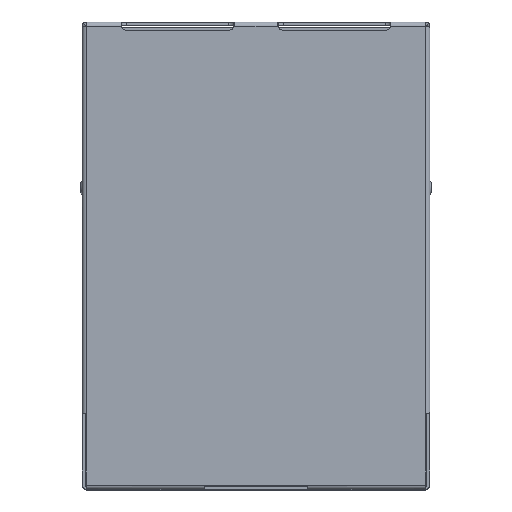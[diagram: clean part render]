
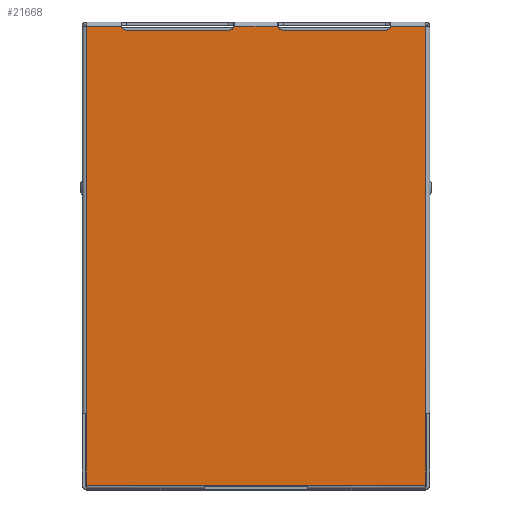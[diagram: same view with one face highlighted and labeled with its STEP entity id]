
A CAD part, top view. The second image highlights one B-rep face of the part: STEP entity #21668.
In plain terms, the highlighted face is planar.
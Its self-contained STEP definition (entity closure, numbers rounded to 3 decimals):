
#423=PLANE('',#26197);
#1155=LINE('',#33902,#3651);
#1496=LINE('',#34976,#3992);
#1541=LINE('',#35148,#4037);
#1548=LINE('',#35205,#4044);
#1579=LINE('',#35354,#4075);
#1583=LINE('',#35397,#4079);
#1586=LINE('',#35407,#4082);
#1594=LINE('',#35450,#4090);
#1618=LINE('',#35539,#4114);
#1635=LINE('',#35590,#4131);
#1636=LINE('',#35591,#4132);
#1637=LINE('',#35592,#4133);
#3651=VECTOR('',#27633,1000.);
#3992=VECTOR('',#28688,1000.);
#4037=VECTOR('',#28779,1000.);
#4044=VECTOR('',#28792,1000.);
#4075=VECTOR('',#28889,1000.);
#4079=VECTOR('',#28905,1000.);
#4082=VECTOR('',#28916,1000.);
#4090=VECTOR('',#28938,1000.);
#4114=VECTOR('',#28992,1000.);
#4131=VECTOR('',#29029,1000.);
#4132=VECTOR('',#29030,1000.);
#4133=VECTOR('',#29031,1000.);
#7546=ORIENTED_EDGE('',*,*,#13212,.T.);
#7547=ORIENTED_EDGE('',*,*,#13291,.T.);
#7548=ORIENTED_EDGE('',*,*,#13221,.T.);
#7549=ORIENTED_EDGE('',*,*,#13217,.T.);
#7550=ORIENTED_EDGE('',*,*,#13151,.T.);
#7551=ORIENTED_EDGE('',*,*,#13292,.F.);
#7552=ORIENTED_EDGE('',*,*,#13226,.F.);
#7553=ORIENTED_EDGE('',*,*,#13223,.F.);
#7554=ORIENTED_EDGE('',*,*,#13160,.T.);
#7555=ORIENTED_EDGE('',*,*,#13274,.T.);
#7556=ORIENTED_EDGE('',*,*,#13293,.F.);
#7557=ORIENTED_EDGE('',*,*,#12577,.F.);
#7558=ORIENTED_EDGE('',*,*,#13294,.T.);
#7559=ORIENTED_EDGE('',*,*,#13094,.F.);
#7560=ORIENTED_EDGE('',*,*,#13295,.T.);
#7561=ORIENTED_EDGE('',*,*,#13242,.T.);
#12577=EDGE_CURVE('',#15789,#15785,#1155,.T.);
#13094=EDGE_CURVE('',#16121,#16122,#1496,.T.);
#13151=EDGE_CURVE('',#16158,#16161,#1541,.T.);
#13160=EDGE_CURVE('',#16165,#16166,#1548,.T.);
#13212=EDGE_CURVE('',#16194,#16195,#1579,.T.);
#13217=EDGE_CURVE('',#16196,#16158,#18034,.T.);
#13221=EDGE_CURVE('',#16199,#16196,#1583,.T.);
#13223=EDGE_CURVE('',#16165,#16200,#18036,.T.);
#13226=EDGE_CURVE('',#16200,#16202,#1586,.T.);
#13242=EDGE_CURVE('',#16205,#16194,#1594,.T.);
#13274=EDGE_CURVE('',#16166,#16224,#1618,.T.);
#13291=EDGE_CURVE('',#16195,#16199,#18046,.T.);
#13292=EDGE_CURVE('',#16202,#16161,#18047,.T.);
#13293=EDGE_CURVE('',#15785,#16224,#1635,.T.);
#13294=EDGE_CURVE('',#15789,#16122,#1636,.T.);
#13295=EDGE_CURVE('',#16121,#16205,#1637,.T.);
#15785=VERTEX_POINT('',#33891);
#15789=VERTEX_POINT('',#33901);
#16121=VERTEX_POINT('',#34975);
#16122=VERTEX_POINT('',#34977);
#16158=VERTEX_POINT('',#35139);
#16161=VERTEX_POINT('',#35147);
#16165=VERTEX_POINT('',#35206);
#16166=VERTEX_POINT('',#35207);
#16194=VERTEX_POINT('',#35355);
#16195=VERTEX_POINT('',#35356);
#16196=VERTEX_POINT('',#35390);
#16199=VERTEX_POINT('',#35398);
#16200=VERTEX_POINT('',#35402);
#16202=VERTEX_POINT('',#35408);
#16205=VERTEX_POINT('',#35415);
#16224=VERTEX_POINT('',#35507);
#18034=CIRCLE('',#26161,0.25);
#18036=CIRCLE('',#26165,0.25);
#18046=CIRCLE('',#26198,0.25);
#18047=CIRCLE('',#26199,0.25);
#18785=EDGE_LOOP('',(#7546,#7547,#7548,#7549,#7550,#7551,#7552,#7553,#7554,
#7555,#7556,#7557,#7558,#7559,#7560,#7561));
#20081=FACE_BOUND('',#18785,.T.);
#21668=ADVANCED_FACE('',(#20081),#423,.T.);
#26161=AXIS2_PLACEMENT_3D('',#35389,#28897,#28898);
#26165=AXIS2_PLACEMENT_3D('',#35401,#28909,#28910);
#26197=AXIS2_PLACEMENT_3D('',#35587,#29023,#29024);
#26198=AXIS2_PLACEMENT_3D('',#35588,#29025,#29026);
#26199=AXIS2_PLACEMENT_3D('',#35589,#29027,#29028);
#27633=DIRECTION('',(1.,0.,0.));
#28688=DIRECTION('',(1.,0.,0.));
#28779=DIRECTION('',(1.,0.,0.));
#28792=DIRECTION('',(1.,0.,0.));
#28889=DIRECTION('',(1.,0.,0.));
#28897=DIRECTION('',(0.,0.,1.));
#28898=DIRECTION('',(-1.,0.,0.));
#28905=DIRECTION('',(1.,0.,0.));
#28909=DIRECTION('',(0.,0.,-1.));
#28910=DIRECTION('',(-1.,0.,0.));
#28916=DIRECTION('',(-1.,0.,0.));
#28938=DIRECTION('',(0.,1.,0.));
#28992=DIRECTION('',(0.,-1.,0.));
#29023=DIRECTION('',(0.,0.,-1.));
#29024=DIRECTION('',(0.,-1.,0.));
#29025=DIRECTION('',(0.,0.,1.));
#29026=DIRECTION('',(1.,0.,0.));
#29027=DIRECTION('',(0.,0.,-1.));
#29028=DIRECTION('',(1.,0.,0.));
#29029=DIRECTION('',(0.,1.,0.));
#29030=DIRECTION('',(-1.,0.,0.));
#29031=DIRECTION('',(0.,1.,0.));
#33891=CARTESIAN_POINT('',(7.8,0.05,-6.7));
#33901=CARTESIAN_POINT('',(2.325,0.05,-6.7));
#33902=CARTESIAN_POINT('',(-7.8,0.05,-6.7));
#34975=CARTESIAN_POINT('',(-7.8,0.05,-6.7));
#34976=CARTESIAN_POINT('',(-7.8,0.05,-6.7));
#34977=CARTESIAN_POINT('',(-2.325,0.05,-6.7));
#35139=CARTESIAN_POINT('',(-1.013,21.15,-6.7));
#35147=CARTESIAN_POINT('',(1.013,21.15,-6.7));
#35148=CARTESIAN_POINT('',(-7.8,21.15,-6.7));
#35205=CARTESIAN_POINT('',(-7.8,21.15,-6.7));
#35206=CARTESIAN_POINT('',(6.187,21.15,-6.7));
#35207=CARTESIAN_POINT('',(7.8,21.15,-6.7));
#35354=CARTESIAN_POINT('',(-7.8,21.15,-6.7));
#35355=CARTESIAN_POINT('',(-7.8,21.15,-6.7));
#35356=CARTESIAN_POINT('',(-6.187,21.15,-6.7));
#35389=CARTESIAN_POINT('',(-1.25,21.228,-6.7));
#35390=CARTESIAN_POINT('',(-1.25,20.978,-6.7));
#35397=CARTESIAN_POINT('',(-5.95,20.978,-6.7));
#35398=CARTESIAN_POINT('',(-5.95,20.978,-6.7));
#35401=CARTESIAN_POINT('',(5.95,21.228,-6.7));
#35402=CARTESIAN_POINT('',(5.95,20.978,-6.7));
#35407=CARTESIAN_POINT('',(5.95,20.978,-6.7));
#35408=CARTESIAN_POINT('',(1.25,20.978,-6.7));
#35415=CARTESIAN_POINT('',(-7.8,3.35,-6.7));
#35450=CARTESIAN_POINT('',(-7.8,3.35,-6.7));
#35507=CARTESIAN_POINT('',(7.8,3.35,-6.7));
#35539=CARTESIAN_POINT('',(7.8,21.15,-6.7));
#35587=CARTESIAN_POINT('',(-7.8,-0.15,-6.7));
#35588=CARTESIAN_POINT('',(-5.95,21.228,-6.7));
#35589=CARTESIAN_POINT('',(1.25,21.228,-6.7));
#35590=CARTESIAN_POINT('',(7.8,-0.15,-6.7));
#35591=CARTESIAN_POINT('',(2.375,0.05,-6.7));
#35592=CARTESIAN_POINT('',(-7.8,-0.15,-6.7));
